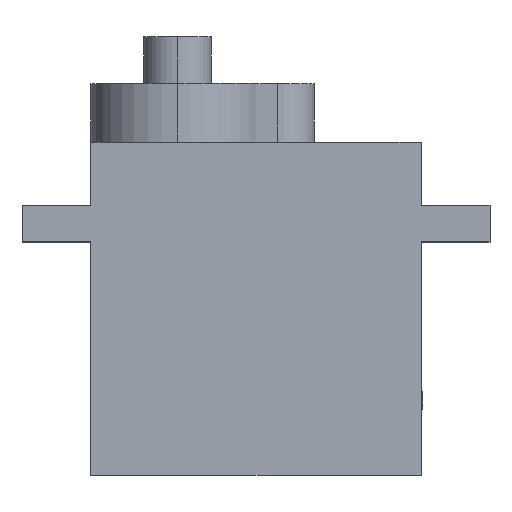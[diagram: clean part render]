
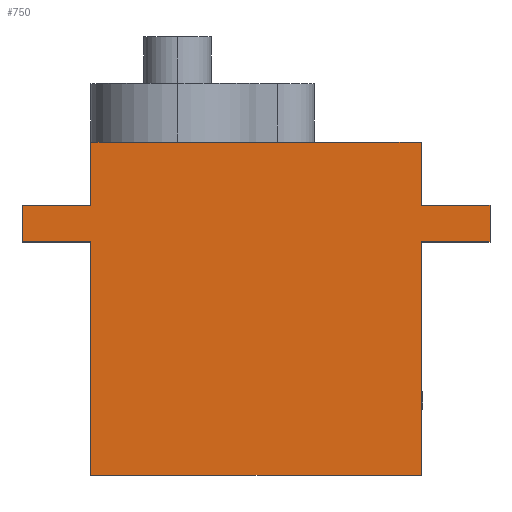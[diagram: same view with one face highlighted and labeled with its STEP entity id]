
A CAD part, top view. The second image highlights one B-rep face of the part: STEP entity #750.
In plain terms, the highlighted planar face has unit normal (0, 0, 1).
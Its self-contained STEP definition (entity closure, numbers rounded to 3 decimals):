
#20 = CARTESIAN_POINT ( 'NONE',  ( -11.25, 11.35, 5.9 ) ) ;
#28 = CARTESIAN_POINT ( 'NONE',  ( 11.25, 4.55, 5.9 ) ) ;
#29 = DIRECTION ( 'NONE',  ( -1., 0., 0. ) ) ;
#45 = LINE ( 'NONE', #20, #1034 ) ;
#48 = EDGE_CURVE ( 'NONE', #272, #873, #688, .T. ) ;
#69 = ORIENTED_EDGE ( 'NONE', *, *, #265, .T. ) ;
#85 = VECTOR ( 'NONE', #912, 1000. ) ;
#102 = ORIENTED_EDGE ( 'NONE', *, *, #216, .T. ) ;
#131 = LINE ( 'NONE', #1351, #369 ) ;
#133 = DIRECTION ( 'NONE',  ( 0., 0., 1. ) ) ;
#142 = EDGE_CURVE ( 'NONE', #1293, #784, #1308, .T. ) ;
#145 = VECTOR ( 'NONE', #257, 1000. ) ;
#150 = DIRECTION ( 'NONE',  ( 0., -1., 0. ) ) ;
#211 = EDGE_CURVE ( 'NONE', #1451, #1373, #45, .T. ) ;
#216 = EDGE_CURVE ( 'NONE', #1373, #1080, #525, .T. ) ;
#222 = EDGE_CURVE ( 'NONE', #511, #665, #1234, .T. ) ;
#257 = DIRECTION ( 'NONE',  ( 0., 1., 0. ) ) ;
#259 = EDGE_CURVE ( 'NONE', #784, #719, #1499, .T. ) ;
#265 = EDGE_CURVE ( 'NONE', #714, #511, #297, .T. ) ;
#267 = CARTESIAN_POINT ( 'NONE',  ( -11.25, 4.55, 5.9 ) ) ;
#272 = VERTEX_POINT ( 'NONE', #540 ) ;
#290 = DIRECTION ( 'NONE',  ( -1., 0., 0. ) ) ;
#292 = VECTOR ( 'NONE', #1219, 1000. ) ;
#297 = LINE ( 'NONE', #1370, #85 ) ;
#309 = ORIENTED_EDGE ( 'NONE', *, *, #48, .T. ) ;
#331 = CARTESIAN_POINT ( 'NONE',  ( 11.25, 11.35, 5.9 ) ) ;
#356 = VECTOR ( 'NONE', #680, 1000. ) ;
#369 = VECTOR ( 'NONE', #290, 1000. ) ;
#449 = CARTESIAN_POINT ( 'NONE',  ( 15.95, 7.05, 5.9 ) ) ;
#467 = CARTESIAN_POINT ( 'NONE',  ( -15.95, 7.05, 5.9 ) ) ;
#470 = CARTESIAN_POINT ( 'NONE',  ( -15.95, 4.55, 5.9 ) ) ;
#477 = ORIENTED_EDGE ( 'NONE', *, *, #211, .T. ) ;
#480 = CARTESIAN_POINT ( 'NONE',  ( 15.95, 7.05, 5.9 ) ) ;
#484 = CARTESIAN_POINT ( 'NONE',  ( -15.95, 7.05, 5.9 ) ) ;
#511 = VERTEX_POINT ( 'NONE', #1491 ) ;
#525 = LINE ( 'NONE', #743, #292 ) ;
#540 = CARTESIAN_POINT ( 'NONE',  ( -11.25, 7.05, 5.9 ) ) ;
#566 = PLANE ( 'NONE',  #894 ) ;
#586 = CARTESIAN_POINT ( 'NONE',  ( 15.95, 4.55, 5.9 ) ) ;
#639 = EDGE_CURVE ( 'NONE', #1514, #719, #692, .T. ) ;
#665 = VERTEX_POINT ( 'NONE', #1060 ) ;
#679 = ORIENTED_EDGE ( 'NONE', *, *, #142, .F. ) ;
#680 = DIRECTION ( 'NONE',  ( 0., -1., 0. ) ) ;
#688 = LINE ( 'NONE', #1161, #1208 ) ;
#692 = LINE ( 'NONE', #586, #1392 ) ;
#714 = VERTEX_POINT ( 'NONE', #331 ) ;
#719 = VERTEX_POINT ( 'NONE', #933 ) ;
#730 = EDGE_CURVE ( 'NONE', #873, #1070, #1283, .T. ) ;
#738 = VECTOR ( 'NONE', #897, 1000. ) ;
#743 = CARTESIAN_POINT ( 'NONE',  ( -11.25, -11.35, 5.9 ) ) ;
#750 = ADVANCED_FACE ( 'NONE', ( #1153 ), #566, .T. ) ;
#756 = ORIENTED_EDGE ( 'NONE', *, *, #259, .F. ) ;
#765 = VECTOR ( 'NONE', #1480, 1000. ) ;
#779 = EDGE_CURVE ( 'NONE', #1293, #714, #1442, .T. ) ;
#784 = VERTEX_POINT ( 'NONE', #480 ) ;
#799 = LINE ( 'NONE', #821, #356 ) ;
#802 = CARTESIAN_POINT ( 'NONE',  ( 15.95, 7.05, 5.9 ) ) ;
#821 = CARTESIAN_POINT ( 'NONE',  ( -11.25, 11.35, 5.9 ) ) ;
#851 = EDGE_LOOP ( 'NONE', ( #906, #1228, #756, #679, #1447, #69, #954, #1323, #309, #1253, #1215, #477, #102 ) ) ;
#873 = VERTEX_POINT ( 'NONE', #484 ) ;
#880 = LINE ( 'NONE', #988, #738 ) ;
#894 = AXIS2_PLACEMENT_3D ( 'NONE', #1320, #133, #1211 ) ;
#897 = DIRECTION ( 'NONE',  ( 0., 1., 0. ) ) ;
#906 = ORIENTED_EDGE ( 'NONE', *, *, #1205, .T. ) ;
#912 = DIRECTION ( 'NONE',  ( -1., 0., 0. ) ) ;
#933 = CARTESIAN_POINT ( 'NONE',  ( 15.95, 4.55, 5.9 ) ) ;
#940 = DIRECTION ( 'NONE',  ( 0., -1., 0. ) ) ;
#954 = ORIENTED_EDGE ( 'NONE', *, *, #222, .T. ) ;
#988 = CARTESIAN_POINT ( 'NONE',  ( 11.25, 11.35, 5.9 ) ) ;
#1034 = VECTOR ( 'NONE', #150, 1000. ) ;
#1044 = DIRECTION ( 'NONE',  ( -1., 0., 0. ) ) ;
#1060 = CARTESIAN_POINT ( 'NONE',  ( -11.25, 11.35, 5.9 ) ) ;
#1070 = VERTEX_POINT ( 'NONE', #470 ) ;
#1080 = VERTEX_POINT ( 'NONE', #1548 ) ;
#1101 = CARTESIAN_POINT ( 'NONE',  ( -11.25, 11.35, 5.9 ) ) ;
#1107 = VECTOR ( 'NONE', #1537, 1000. ) ;
#1153 = FACE_OUTER_BOUND ( 'NONE', #851, .T. ) ;
#1161 = CARTESIAN_POINT ( 'NONE',  ( -15.95, 7.05, 5.9 ) ) ;
#1171 = DIRECTION ( 'NONE',  ( 1., 0., 0. ) ) ;
#1175 = CARTESIAN_POINT ( 'NONE',  ( 11.25, 7.05, 5.9 ) ) ;
#1205 = EDGE_CURVE ( 'NONE', #1080, #1514, #880, .T. ) ;
#1208 = VECTOR ( 'NONE', #1044, 1000. ) ;
#1211 = DIRECTION ( 'NONE',  ( 1., 0., 0. ) ) ;
#1215 = ORIENTED_EDGE ( 'NONE', *, *, #1483, .F. ) ;
#1219 = DIRECTION ( 'NONE',  ( 1., 0., 0. ) ) ;
#1228 = ORIENTED_EDGE ( 'NONE', *, *, #639, .T. ) ;
#1234 = LINE ( 'NONE', #1101, #1236 ) ;
#1236 = VECTOR ( 'NONE', #29, 1000. ) ;
#1253 = ORIENTED_EDGE ( 'NONE', *, *, #730, .T. ) ;
#1274 = CARTESIAN_POINT ( 'NONE',  ( -11.25, -11.35, 5.9 ) ) ;
#1278 = EDGE_CURVE ( 'NONE', #665, #272, #799, .T. ) ;
#1283 = LINE ( 'NONE', #467, #1497 ) ;
#1293 = VERTEX_POINT ( 'NONE', #1175 ) ;
#1303 = CARTESIAN_POINT ( 'NONE',  ( 11.25, 11.35, 5.9 ) ) ;
#1308 = LINE ( 'NONE', #449, #1107 ) ;
#1320 = CARTESIAN_POINT ( 'NONE',  ( 0., 0., 5.9 ) ) ;
#1323 = ORIENTED_EDGE ( 'NONE', *, *, #1278, .T. ) ;
#1351 = CARTESIAN_POINT ( 'NONE',  ( -15.95, 4.55, 5.9 ) ) ;
#1370 = CARTESIAN_POINT ( 'NONE',  ( -11.25, 11.35, 5.9 ) ) ;
#1373 = VERTEX_POINT ( 'NONE', #1274 ) ;
#1392 = VECTOR ( 'NONE', #1171, 1000. ) ;
#1442 = LINE ( 'NONE', #1303, #145 ) ;
#1447 = ORIENTED_EDGE ( 'NONE', *, *, #779, .T. ) ;
#1451 = VERTEX_POINT ( 'NONE', #267 ) ;
#1480 = DIRECTION ( 'NONE',  ( 0., -1., 0. ) ) ;
#1483 = EDGE_CURVE ( 'NONE', #1451, #1070, #131, .T. ) ;
#1491 = CARTESIAN_POINT ( 'NONE',  ( -5.35, 11.35, 5.9 ) ) ;
#1497 = VECTOR ( 'NONE', #940, 1000. ) ;
#1499 = LINE ( 'NONE', #802, #765 ) ;
#1514 = VERTEX_POINT ( 'NONE', #28 ) ;
#1537 = DIRECTION ( 'NONE',  ( 1., 0., 0. ) ) ;
#1548 = CARTESIAN_POINT ( 'NONE',  ( 11.25, -11.35, 5.9 ) ) ;
